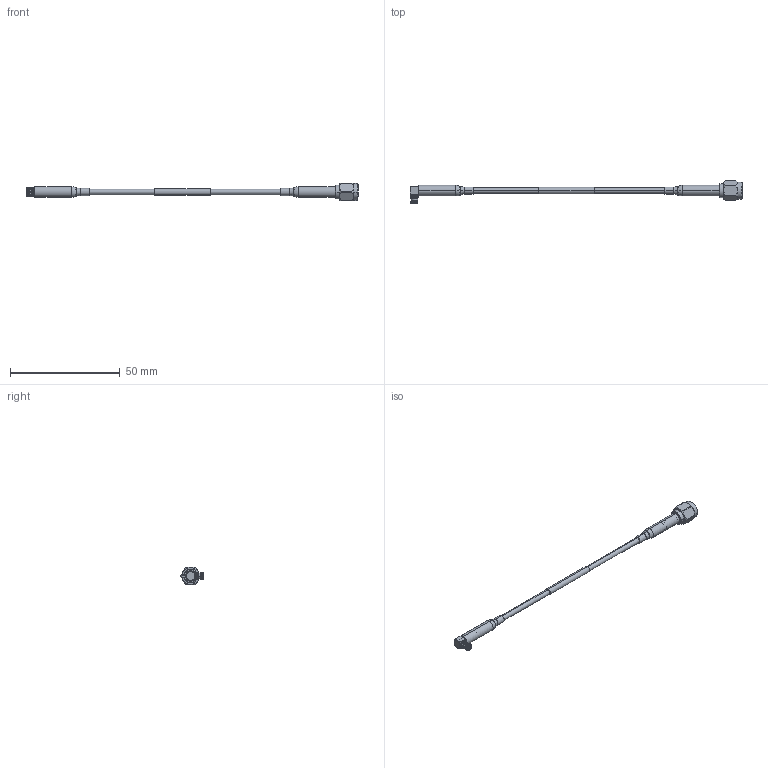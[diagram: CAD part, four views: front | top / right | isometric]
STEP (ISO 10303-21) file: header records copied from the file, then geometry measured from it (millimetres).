
FILE_DESCRIPTION (( 'STEP AP214' ), '1' );
FILE_NAME ('FMCA3210_3D.step', '2023-05-03T19:05:15', ( '' ), ( '' ), 'SwSTEP 2.0', 'SolidWorks 2022', '' );
FILE_SCHEMA (( 'AUTOMOTIVE_DESIGN' ));
Length unit declared in the file: inch
Products named in the file (5): RG316-DS-MA5_shrunk; SC7060_CRIMPED; FMCA3210_3D; RG316_FM; FMCO1055_Crimped
Assembly tree (5 placements, depth 2):
  FMCA3210_3D
    RG316_FM
    FMCO1055_Crimped
    SC7060_CRIMPED
    RG316-DS-MA5_shrunk  x2
Bounding box: 151.51 x 10.24 x 7.94 mm (x, y, z)
Volume: 1413.7 mm3; surface area: 3720.6 mm2
Topology: 10 solids, 10 shells, 403 faces, 1008 edges, 649 vertices
Faces by surface type: cylinder 164, plane 161, cone 47, torus 24, bspline 7
Entity records: 15102 total; most frequent: CARTESIAN_POINT 5042, ORIENTED_EDGE 1928, DIRECTION 1897, EDGE_CURVE 964, AXIS2_PLACEMENT_3D 711, VERTEX_POINT 625, LINE 475, VECTOR 475
